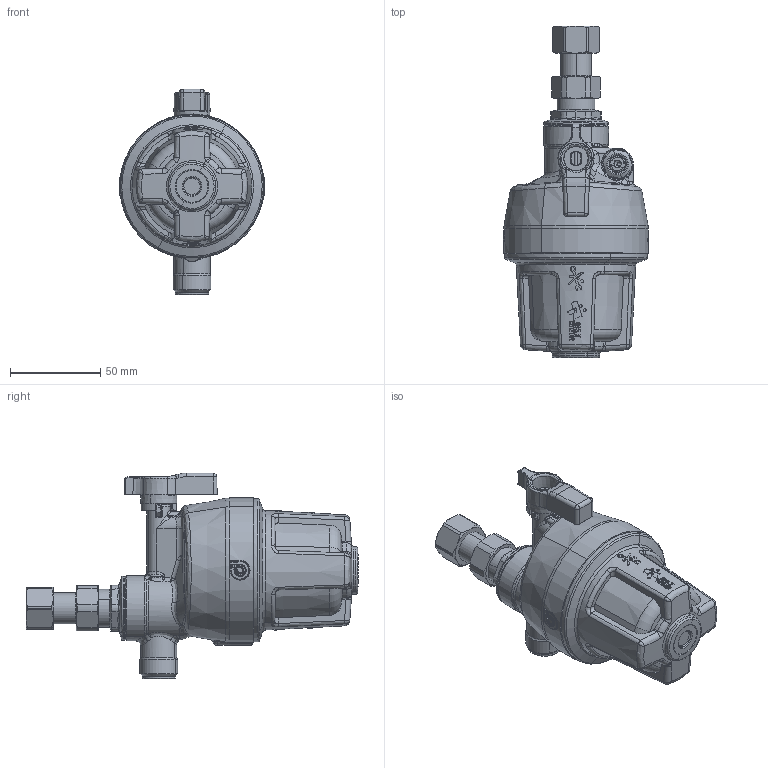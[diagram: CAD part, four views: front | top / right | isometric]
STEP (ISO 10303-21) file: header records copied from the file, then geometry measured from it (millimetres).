
FILE_DESCRIPTION(('CATIA V5 STEP Exchange','CAx-IF Rec.Pracs.--- Model Styling and Organization---1.4--- 2014-01-23','CAx-IF Rec.Pracs.---3D Tessellated Data Validation Properties---0.5---2014-09-14'),'2;1');
FILE_NAME('STEP_545950_-_TST.stp','2021-12-16T12:40:39+00:00',('none'),('none'),'CATIA Version 5-6 Release 2019 SP3','CATIA V5 STEP AP242 v1','none');
FILE_SCHEMA(('AP242_MANAGED_MODEL_BASED_3D_ENGINEERING_MIM_LF {1 0 10303 442 1 1 4}'));
Length unit declared in the file: millimetre
Products named in the file (1): 545950 - TST
Bounding box: 80.7 x 183.61 x 113.7 mm (x, y, z)
Volume: 392056 mm3; surface area: 71038 mm2
Topology: 2 solids, 7 shells, 2068 faces, 5204 edges, 3133 vertices
Faces by surface type: bspline 524, plane 511, cylinder 447, cone 263, torus 147, extrusion 132, sphere 44
Entity records: 87632 total; most frequent: CARTESIAN_POINT 46707, ORIENTED_EDGE 10236, EDGE_CURVE 5118, DIRECTION 4374, VERTEX_POINT 3133, B_SPLINE_CURVE_WITH_KNOTS 2850, EDGE_LOOP 2158, AXIS2_PLACEMENT_3D 2098
